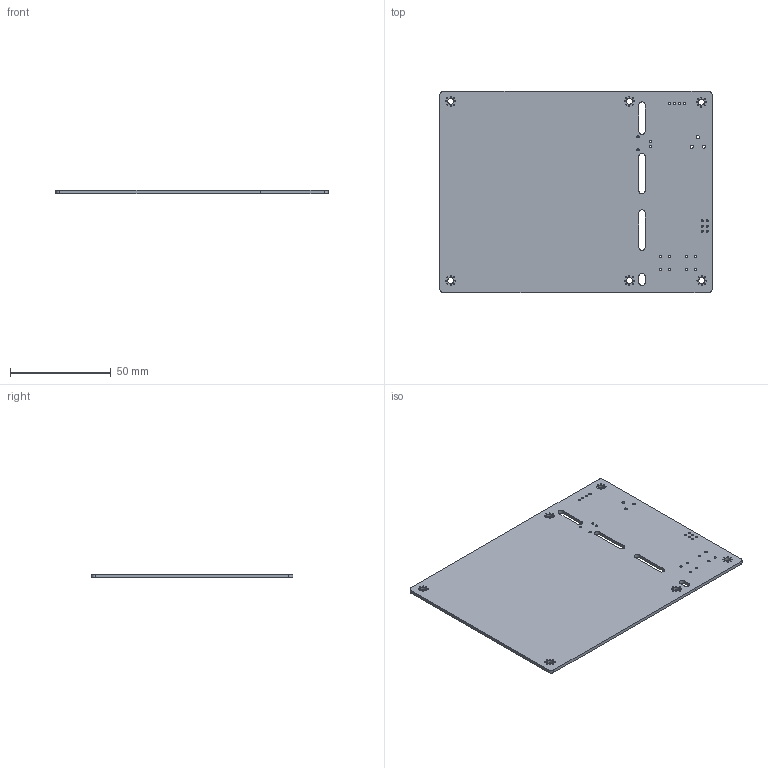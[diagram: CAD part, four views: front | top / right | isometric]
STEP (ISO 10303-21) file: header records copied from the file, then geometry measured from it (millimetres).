
FILE_DESCRIPTION(('KiCad electronic assembly'),'2;1');
FILE_NAME('HotPlate V1.0.step','2022-03-24T01:25:55',('Pcbnew'),('Kicad' ),'Open CASCADE STEP processor 7.6','KiCad to STEP converter', 'Unknown');
FILE_SCHEMA(('AUTOMOTIVE_DESIGN { 1 0 10303 214 1 1 1 1 }'));
Length unit declared in the file: millimetre
Products named in the file (2): HotPlate V1.0 1; _autosave-HotPlate V1.0 PCB
Assembly tree (1 placements, depth 2):
  HotPlate V1.0 1
    _autosave-HotPlate V1.0 PCB
Bounding box: 134.99 x 100.04 x 1.6 mm (x, y, z)
Volume: 21172.9 mm3; surface area: 27788.9 mm2
Topology: 1 solids, 1 shells, 107 faces, 315 edges, 210 vertices
Faces by surface type: cylinder 91, plane 16
Full cylindrical faces by diameter (mm): 0.5 x48, 1.016 x6, 1.1 x16, 1.6 x3, 3 x6
Entity records: 8691 total; most frequent: CARTESIAN_POINT 2356, DIRECTION 1163, ORIENTED_EDGE 630, PCURVE 630, DEFINITIONAL_REPRESENTATION 630, LINE 581, VECTOR 581, EDGE_CURVE 315
